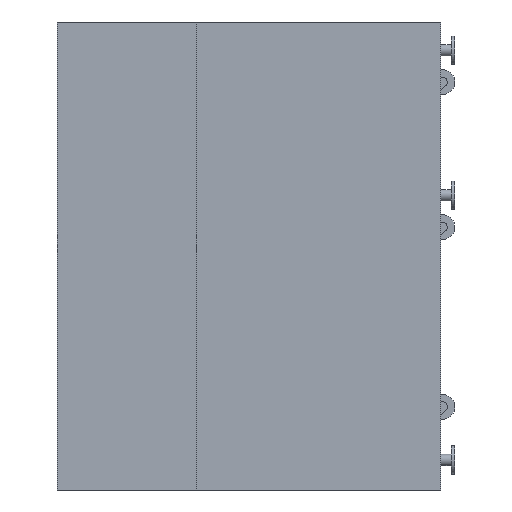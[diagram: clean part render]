
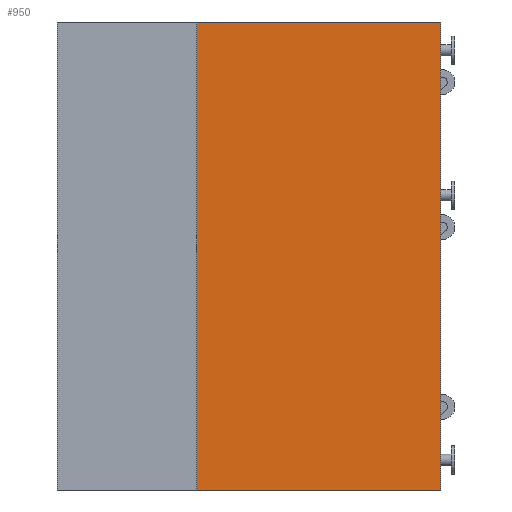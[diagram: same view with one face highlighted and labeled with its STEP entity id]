
A CAD part, left-side view. The second image highlights one B-rep face of the part: STEP entity #950.
In plain terms, the highlighted planar face has unit normal (-1, 0, 0).
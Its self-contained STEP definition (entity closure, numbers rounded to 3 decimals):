
#39 = DIRECTION ( 'NONE',  ( 0., 1., 0. ) ) ;
#119 = VERTEX_POINT ( 'NONE', #343 ) ;
#129 = LINE ( 'NONE', #2000, #1686 ) ;
#149 = LINE ( 'NONE', #1821, #511 ) ;
#181 = EDGE_CURVE ( 'NONE', #765, #119, #149, .T. ) ;
#242 = CARTESIAN_POINT ( 'NONE',  ( -205., -345., 330.75 ) ) ;
#253 = DIRECTION ( 'NONE',  ( 1., 0., 0. ) ) ;
#326 = EDGE_CURVE ( 'NONE', #1606, #2364, #2721, .T. ) ;
#343 = CARTESIAN_POINT ( 'NONE',  ( -205., 0., -330.75 ) ) ;
#511 = VECTOR ( 'NONE', #1831, 1000. ) ;
#518 = ORIENTED_EDGE ( 'NONE', *, *, #181, .F. ) ;
#569 = CARTESIAN_POINT ( 'NONE',  ( -205., 0., 330.75 ) ) ;
#765 = VERTEX_POINT ( 'NONE', #1435 ) ;
#940 = AXIS2_PLACEMENT_3D ( 'NONE', #242, #253, #1698 ) ;
#950 = ADVANCED_FACE ( 'NONE', ( #1429 ), #2321, .F. ) ;
#984 = ORIENTED_EDGE ( 'NONE', *, *, #326, .T. ) ;
#1004 = EDGE_CURVE ( 'NONE', #1606, #765, #129, .T. ) ;
#1147 = ORIENTED_EDGE ( 'NONE', *, *, #1004, .F. ) ;
#1347 = CARTESIAN_POINT ( 'NONE',  ( -205., 0., 330.75 ) ) ;
#1359 = VECTOR ( 'NONE', #1642, 1000. ) ;
#1429 = FACE_OUTER_BOUND ( 'NONE', #1866, .T. ) ;
#1435 = CARTESIAN_POINT ( 'NONE',  ( -205., -345., -330.75 ) ) ;
#1502 = CARTESIAN_POINT ( 'NONE',  ( -205., -345., 330.75 ) ) ;
#1606 = VERTEX_POINT ( 'NONE', #1502 ) ;
#1642 = DIRECTION ( 'NONE',  ( 0., 0., -1. ) ) ;
#1686 = VECTOR ( 'NONE', #2408, 1000. ) ;
#1698 = DIRECTION ( 'NONE',  ( 0., 0., -1. ) ) ;
#1821 = CARTESIAN_POINT ( 'NONE',  ( -205., -345., -330.75 ) ) ;
#1831 = DIRECTION ( 'NONE',  ( 0., 1., 0. ) ) ;
#1866 = EDGE_LOOP ( 'NONE', ( #2439, #518, #1147, #984 ) ) ;
#1924 = LINE ( 'NONE', #569, #1359 ) ;
#2000 = CARTESIAN_POINT ( 'NONE',  ( -205., -345., 330.75 ) ) ;
#2103 = CARTESIAN_POINT ( 'NONE',  ( -205., -345., 330.75 ) ) ;
#2146 = EDGE_CURVE ( 'NONE', #2364, #119, #1924, .T. ) ;
#2147 = VECTOR ( 'NONE', #39, 1000. ) ;
#2321 = PLANE ( 'NONE',  #940 ) ;
#2364 = VERTEX_POINT ( 'NONE', #1347 ) ;
#2408 = DIRECTION ( 'NONE',  ( 0., 0., -1. ) ) ;
#2439 = ORIENTED_EDGE ( 'NONE', *, *, #2146, .T. ) ;
#2721 = LINE ( 'NONE', #2103, #2147 ) ;
